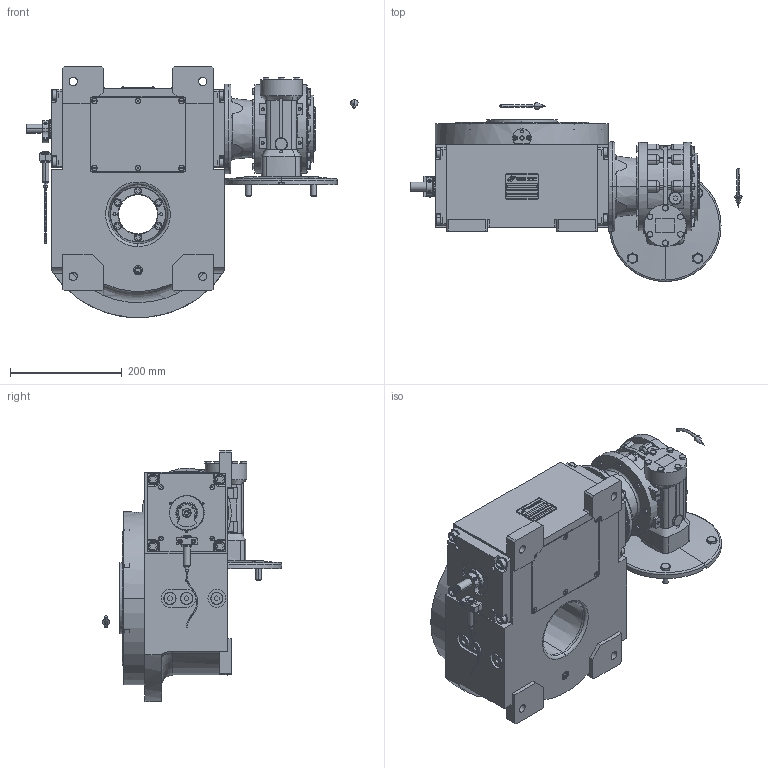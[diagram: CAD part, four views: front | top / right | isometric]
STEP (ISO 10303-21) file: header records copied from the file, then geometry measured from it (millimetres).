
FILE_DESCRIPTION (( 'STEP AP214' ), '1' );
FILE_NAME ('PC5200421.step', '2024-06-24T09:32:34', ( '' ), ( '' ), 'SwSTEP 2.0', 'SolidWorks 2020', '' );
FILE_SCHEMA (( 'AUTOMOTIVE_DESIGN' ));
Length unit declared in the file: millimetre
Products named in the file (89): cfn2155_01_196; CFN2010_01_020.stp; cfn2000_01_081; cfn2003_01_054; cfn2000_01_099; cfn2400_04_003; CFN2104_02_018.stp; rig09_071_12_m.stp; cfn2115_02_057; cfn2205_01_015; 900_38_30_003; CFN2000_01_185.stp; CFN2356_03_053.stp; cfn2000_01_126; AS_900_38_11_06_4; rig09_003_12; cfn2104_01_018; AS_900_38_30_003; rig09_004; rig09_017; cfn2077_01_036; AS_rig09_004; CFN2223_02_004.stp; cfn2151_01_115; 900_38_11_06_4; rig09_001_a; rig09_016; cfn2010_01_015.prt; RIG09_005_ASM.stp; cfn2115_02_160; AS_rig09_017; CFN2155_01_195.stp; AS_rig09_002_s_003; cfn2070_05_009; cfn2128_19_002; cfn2155_01_095; cfn2401_01_003; RMI70_F3_SX_80B5; cfn2000_01_161; rig09_007_master ...
Assembly tree (78 placements, depth 5):
  CFN2010_01_020.stp
  cfn2115_02_057
  cfn2205_01_015
  CFN2356_03_053.stp
  cfn2077_01_036
Bounding box: 594.5 x 321 x 450 mm (x, y, z)
Volume: 6630637.3 mm3; surface area: 1631622.5 mm2
Topology: 68 solids, 70 shells, 3722 faces, 9341 edges, 5958 vertices
Faces by surface type: plane 1783, cylinder 1096, cone 565, torus 262, bspline 12, sphere 4
Entity records: 133014 total; most frequent: CARTESIAN_POINT 42544, ORIENTED_EDGE 18224, DIRECTION 18018, EDGE_CURVE 9114, AXIS2_PLACEMENT_3D 6610, VERTEX_POINT 5870, VECTOR 4798, LINE 4798
